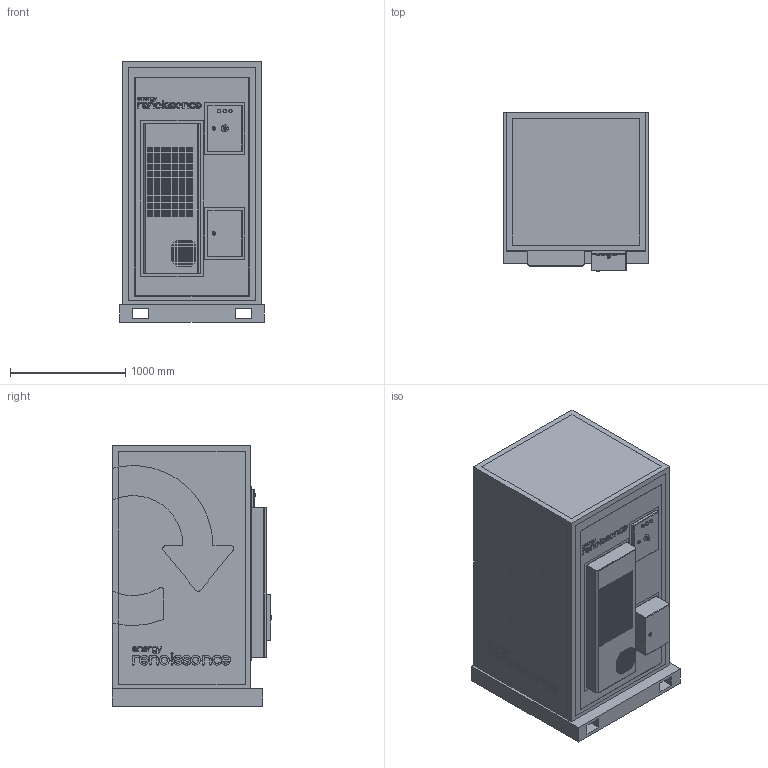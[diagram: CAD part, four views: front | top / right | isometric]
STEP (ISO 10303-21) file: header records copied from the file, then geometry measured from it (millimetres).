
FILE_DESCRIPTION(('HOOPS Exchange Step'),'2;1');
FILE_NAME('temp_export','2023-05-02T11:16:53+10:00',('benboyer'),('Shapr3D Limited'),'HOOPS Exchange 2022.2','Shapr3D','Authorized');
FILE_SCHEMA( ('AUTOMOTIVE_DESIGN { 1 0 10303 214 1 1 1 1 }') );
Length unit declared in the file: millimetre
Products named in the file (3): Lock (1); Lock; root
Assembly tree (2 placements, depth 2):
  root
    Lock (1)
    Lock
Bounding box: 1250 x 1378 x 2256.6 mm (x, y, z)
Volume: 2413542414 mm3; surface area: 37328685.5 mm2
Topology: 15 solids, 15 shells, 8068 faces, 24664 edges, 16706 vertices
Faces by surface type: plane 7981, cylinder 62, sphere 16, torus 6, cone 3
Full cylindrical faces by diameter (mm): 5 x2, 15.8 x2, 19.5 x2, 25 x1, 30 x8, 60 x1
Entity records: 282344 total; most frequent: CARTESIAN_POINT 54278, ORIENTED_EDGE 49296, DIRECTION 40253, EDGE_CURVE 24648, VECTOR 23755, LINE 23755, VERTEX_POINT 16706, EDGE_LOOP 12046
